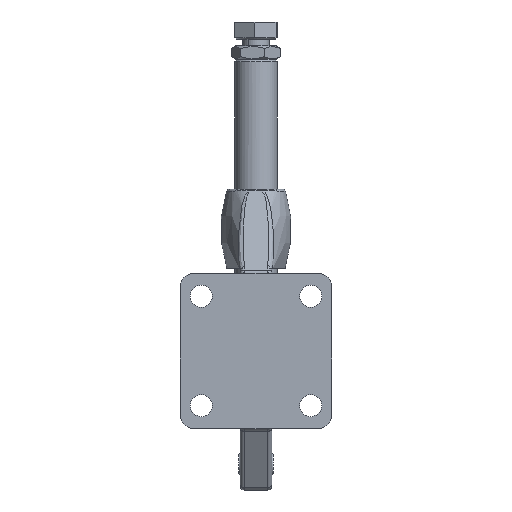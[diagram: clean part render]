
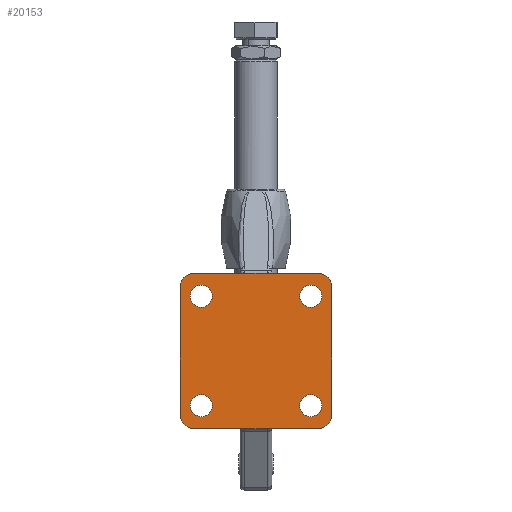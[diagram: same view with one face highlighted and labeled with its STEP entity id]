
A CAD part, front view. The second image highlights one B-rep face of the part: STEP entity #20153.
In plain terms, the highlighted planar face has unit normal (0, -1, 0).
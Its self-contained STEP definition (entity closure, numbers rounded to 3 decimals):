
#280 = CARTESIAN_POINT ( 'NONE',  ( 20.7, -31.8, -86.05 ) ) ;
#296 = CARTESIAN_POINT ( 'NONE',  ( -20.7, -31.8, -77.75 ) ) ;
#297 = CARTESIAN_POINT ( 'NONE',  ( -20.7, -31.8, -86.05 ) ) ;
#1670 = CARTESIAN_POINT ( 'NONE',  ( 28.6, -31.8, -115. ) ) ;
#1671 = DIRECTION ( 'NONE',  ( 0., 0., 1. ) ) ;
#1672 = CARTESIAN_POINT ( 'NONE',  ( -20.7, -31.8, -81.9 ) ) ;
#1673 = DIRECTION ( 'NONE',  ( 0., 1., 0. ) ) ;
#1674 = DIRECTION ( 'NONE',  ( 0., 0., 1. ) ) ;
#1675 = CARTESIAN_POINT ( 'NONE',  ( 20.7, -31.8, -81.9 ) ) ;
#1676 = DIRECTION ( 'NONE',  ( 0., 1., 0. ) ) ;
#1677 = DIRECTION ( 'NONE',  ( 0., 0., 1. ) ) ;
#1678 = CARTESIAN_POINT ( 'NONE',  ( -28.6, -31.8, -115. ) ) ;
#1679 = DIRECTION ( 'NONE',  ( 0., 0., 1. ) ) ;
#1680 = CARTESIAN_POINT ( 'NONE',  ( -20.7, -31.8, -40.5 ) ) ;
#1681 = DIRECTION ( 'NONE',  ( 0., 1., 0. ) ) ;
#1682 = DIRECTION ( 'NONE',  ( 0., 0., 1. ) ) ;
#1683 = DIRECTION ( 'NONE',  ( 1., 0., 0. ) ) ;
#1684 = CARTESIAN_POINT ( 'NONE',  ( 20.7, -31.8, -40.5 ) ) ;
#1685 = DIRECTION ( 'NONE',  ( 0., 1., 0. ) ) ;
#1686 = DIRECTION ( 'NONE',  ( 0., 0., 1. ) ) ;
#1687 = CARTESIAN_POINT ( 'NONE',  ( -28.6, -31.8, -90.6 ) ) ;
#1688 = CARTESIAN_POINT ( 'NONE',  ( -23.6, -31.8, -85.6 ) ) ;
#1689 = DIRECTION ( 'NONE',  ( 0., -1., 0. ) ) ;
#1690 = DIRECTION ( 'NONE',  ( 0., 0., 1. ) ) ;
#1691 = CARTESIAN_POINT ( 'NONE',  ( -28.6, -31.8, -31.8 ) ) ;
#1692 = DIRECTION ( 'NONE',  ( 1., 0., 0. ) ) ;
#1693 = CARTESIAN_POINT ( 'NONE',  ( 23.6, -31.8, -85.6 ) ) ;
#1694 = DIRECTION ( 'NONE',  ( 0., -1., 0. ) ) ;
#1695 = DIRECTION ( 'NONE',  ( 0., 0., 1. ) ) ;
#1697 = CARTESIAN_POINT ( 'NONE',  ( 23.6, -31.8, -36.8 ) ) ;
#1698 = DIRECTION ( 'NONE',  ( 0., -1., 0. ) ) ;
#1699 = DIRECTION ( 'NONE',  ( 0., 0., 1. ) ) ;
#1703 = CARTESIAN_POINT ( 'NONE',  ( -23.6, -31.8, -36.8 ) ) ;
#1704 = DIRECTION ( 'NONE',  ( 0., -1., 0. ) ) ;
#1705 = DIRECTION ( 'NONE',  ( 0., 0., 1. ) ) ;
#3772 = EDGE_LOOP ( 'NONE', ( #23390, #23391, #23392, #23393, #23394, #23395, #23396, #23397 ) ) ;
#3777 = EDGE_LOOP ( 'NONE', ( #23384, #23385 ) ) ;
#3783 = EDGE_LOOP ( 'NONE', ( #23388, #23389 ) ) ;
#3785 = EDGE_LOOP ( 'NONE', ( #23382, #23383 ) ) ;
#3786 = EDGE_LOOP ( 'NONE', ( #23386, #23387 ) ) ;
#4088 = EDGE_CURVE ( 'NONE', #21772, #21771, #14305, .T. ) ;
#4095 = EDGE_CURVE ( 'NONE', #21755, #22583, #14314, .T. ) ;
#4104 = EDGE_CURVE ( 'NONE', #22589, #22581, #14328, .T. ) ;
#4111 = EDGE_CURVE ( 'NONE', #22586, #22597, #14337, .T. ) ;
#4332 = AXIS2_PLACEMENT_3D ( 'NONE', #13455, #13456, #13457 ) ;
#4335 = AXIS2_PLACEMENT_3D ( 'NONE', #13472, #13473, #13474 ) ;
#4339 = AXIS2_PLACEMENT_3D ( 'NONE', #13497, #13498, #13499 ) ;
#4342 = AXIS2_PLACEMENT_3D ( 'NONE', #13514, #13515, #13516 ) ;
#6815 = CIRCLE ( 'NONE', #24824, 4.15 ) ;
#6819 = LINE ( 'NONE', #1670, #6822 ) ;
#6821 = CIRCLE ( 'NONE', #24829, 5. ) ;
#6822 = VECTOR ( 'NONE', #1671, 1000. ) ;
#6823 = CIRCLE ( 'NONE', #24825, 4.15 ) ;
#6824 = CIRCLE ( 'NONE', #24827, 4.15 ) ;
#6825 = CIRCLE ( 'NONE', #24828, 4.15 ) ;
#6826 = LINE ( 'NONE', #1678, #6828 ) ;
#6827 = CIRCLE ( 'NONE', #24834, 5. ) ;
#6828 = VECTOR ( 'NONE', #1679, 1000. ) ;
#6829 = LINE ( 'NONE', #1687, #6831 ) ;
#6830 = CIRCLE ( 'NONE', #24830, 5. ) ;
#6831 = VECTOR ( 'NONE', #1683, 1000. ) ;
#6832 = CIRCLE ( 'NONE', #24832, 5. ) ;
#6833 = LINE ( 'NONE', #1691, #6835 ) ;
#6835 = VECTOR ( 'NONE', #1692, 1000. ) ;
#8084 = DIRECTION ( 'NONE',  ( 0., 1., 0. ) ) ;
#8088 = CARTESIAN_POINT ( 'NONE',  ( 0., -31.8, -115. ) ) ;
#8091 = PLANE ( 'NONE',  #24195 ) ;
#8094 = DIRECTION ( 'NONE',  ( 0., 0., 1. ) ) ;
#8595 = CARTESIAN_POINT ( 'NONE',  ( 20.7, -31.8, -44.65 ) ) ;
#8601 = CARTESIAN_POINT ( 'NONE',  ( -20.7, -31.8, -36.35 ) ) ;
#8602 = CARTESIAN_POINT ( 'NONE',  ( 20.7, -31.8, -77.75 ) ) ;
#8606 = CARTESIAN_POINT ( 'NONE',  ( -20.7, -31.8, -44.65 ) ) ;
#8614 = CARTESIAN_POINT ( 'NONE',  ( 20.7, -31.8, -36.35 ) ) ;
#8940 = CARTESIAN_POINT ( 'NONE',  ( -28.6, -31.8, -85.6 ) ) ;
#8947 = CARTESIAN_POINT ( 'NONE',  ( 23.6, -31.8, -31.8 ) ) ;
#8957 = CARTESIAN_POINT ( 'NONE',  ( 28.6, -31.8, -85.6 ) ) ;
#8968 = CARTESIAN_POINT ( 'NONE',  ( -28.6, -31.8, -36.8 ) ) ;
#8970 = CARTESIAN_POINT ( 'NONE',  ( 28.6, -31.8, -36.8 ) ) ;
#8973 = CARTESIAN_POINT ( 'NONE',  ( -23.6, -31.8, -90.6 ) ) ;
#8974 = CARTESIAN_POINT ( 'NONE',  ( 23.6, -31.8, -90.6 ) ) ;
#8975 = CARTESIAN_POINT ( 'NONE',  ( -23.6, -31.8, -31.8 ) ) ;
#13455 = CARTESIAN_POINT ( 'NONE',  ( -20.7, -31.8, -81.9 ) ) ;
#13456 = DIRECTION ( 'NONE',  ( 0., 1., 0. ) ) ;
#13457 = DIRECTION ( 'NONE',  ( 0., 0., 1. ) ) ;
#13472 = CARTESIAN_POINT ( 'NONE',  ( 20.7, -31.8, -81.9 ) ) ;
#13473 = DIRECTION ( 'NONE',  ( 0., 1., 0. ) ) ;
#13474 = DIRECTION ( 'NONE',  ( 0., 0., 1. ) ) ;
#13497 = CARTESIAN_POINT ( 'NONE',  ( -20.7, -31.8, -40.5 ) ) ;
#13498 = DIRECTION ( 'NONE',  ( 0., 1., 0. ) ) ;
#13499 = DIRECTION ( 'NONE',  ( 0., 0., 1. ) ) ;
#13514 = CARTESIAN_POINT ( 'NONE',  ( 20.7, -31.8, -40.5 ) ) ;
#13515 = DIRECTION ( 'NONE',  ( 0., 1., 0. ) ) ;
#13516 = DIRECTION ( 'NONE',  ( 0., 0., 1. ) ) ;
#14305 = CIRCLE ( 'NONE', #4332, 4.15 ) ;
#14314 = CIRCLE ( 'NONE', #4335, 4.15 ) ;
#14328 = CIRCLE ( 'NONE', #4339, 4.15 ) ;
#14337 = CIRCLE ( 'NONE', #4342, 4.15 ) ;
#14951 = FACE_OUTER_BOUND ( 'NONE', #3772, .T. ) ;
#14954 = FACE_BOUND ( 'NONE', #3785, .T. ) ;
#14955 = FACE_BOUND ( 'NONE', #3786, .T. ) ;
#14956 = FACE_BOUND ( 'NONE', #3783, .T. ) ;
#14957 = FACE_BOUND ( 'NONE', #3777, .T. ) ;
#20153 = ADVANCED_FACE ( 'NONE', ( #14954, #14957, #14955, #14956, #14951 ), #8091, .F. ) ;
#21755 = VERTEX_POINT ( 'NONE', #280 ) ;
#21771 = VERTEX_POINT ( 'NONE', #296 ) ;
#21772 = VERTEX_POINT ( 'NONE', #297 ) ;
#22263 = EDGE_CURVE ( 'NONE', #22940, #22953, #6819, .T. ) ;
#22264 = EDGE_CURVE ( 'NONE', #21771, #21772, #6815, .T. ) ;
#22265 = EDGE_CURVE ( 'NONE', #22583, #21755, #6823, .T. ) ;
#22266 = EDGE_CURVE ( 'NONE', #22581, #22589, #6824, .T. ) ;
#22267 = EDGE_CURVE ( 'NONE', #22597, #22586, #6825, .T. ) ;
#22268 = EDGE_CURVE ( 'NONE', #22923, #22951, #6826, .T. ) ;
#22269 = EDGE_CURVE ( 'NONE', #22923, #22956, #6821, .T. ) ;
#22270 = EDGE_CURVE ( 'NONE', #22956, #22957, #6829, .T. ) ;
#22271 = EDGE_CURVE ( 'NONE', #22957, #22940, #6830, .T. ) ;
#22272 = EDGE_CURVE ( 'NONE', #22953, #22930, #6832, .T. ) ;
#22273 = EDGE_CURVE ( 'NONE', #22958, #22930, #6833, .T. ) ;
#22274 = EDGE_CURVE ( 'NONE', #22958, #22951, #6827, .T. ) ;
#22581 = VERTEX_POINT ( 'NONE', #8601 ) ;
#22583 = VERTEX_POINT ( 'NONE', #8602 ) ;
#22586 = VERTEX_POINT ( 'NONE', #8595 ) ;
#22589 = VERTEX_POINT ( 'NONE', #8606 ) ;
#22597 = VERTEX_POINT ( 'NONE', #8614 ) ;
#22923 = VERTEX_POINT ( 'NONE', #8940 ) ;
#22930 = VERTEX_POINT ( 'NONE', #8947 ) ;
#22940 = VERTEX_POINT ( 'NONE', #8957 ) ;
#22951 = VERTEX_POINT ( 'NONE', #8968 ) ;
#22953 = VERTEX_POINT ( 'NONE', #8970 ) ;
#22956 = VERTEX_POINT ( 'NONE', #8973 ) ;
#22957 = VERTEX_POINT ( 'NONE', #8974 ) ;
#22958 = VERTEX_POINT ( 'NONE', #8975 ) ;
#23382 = ORIENTED_EDGE ( 'NONE', *, *, #22264, .T. ) ;
#23383 = ORIENTED_EDGE ( 'NONE', *, *, #4088, .T. ) ;
#23384 = ORIENTED_EDGE ( 'NONE', *, *, #22265, .T. ) ;
#23385 = ORIENTED_EDGE ( 'NONE', *, *, #4095, .T. ) ;
#23386 = ORIENTED_EDGE ( 'NONE', *, *, #22266, .T. ) ;
#23387 = ORIENTED_EDGE ( 'NONE', *, *, #4104, .T. ) ;
#23388 = ORIENTED_EDGE ( 'NONE', *, *, #22267, .T. ) ;
#23389 = ORIENTED_EDGE ( 'NONE', *, *, #4111, .T. ) ;
#23390 = ORIENTED_EDGE ( 'NONE', *, *, #22268, .F. ) ;
#23391 = ORIENTED_EDGE ( 'NONE', *, *, #22269, .T. ) ;
#23392 = ORIENTED_EDGE ( 'NONE', *, *, #22270, .T. ) ;
#23393 = ORIENTED_EDGE ( 'NONE', *, *, #22271, .T. ) ;
#23394 = ORIENTED_EDGE ( 'NONE', *, *, #22263, .T. ) ;
#23395 = ORIENTED_EDGE ( 'NONE', *, *, #22272, .T. ) ;
#23396 = ORIENTED_EDGE ( 'NONE', *, *, #22273, .F. ) ;
#23397 = ORIENTED_EDGE ( 'NONE', *, *, #22274, .T. ) ;
#24195 = AXIS2_PLACEMENT_3D ( 'NONE', #8088, #8084, #8094 ) ;
#24824 = AXIS2_PLACEMENT_3D ( 'NONE', #1672, #1673, #1674 ) ;
#24825 = AXIS2_PLACEMENT_3D ( 'NONE', #1675, #1676, #1677 ) ;
#24827 = AXIS2_PLACEMENT_3D ( 'NONE', #1680, #1681, #1682 ) ;
#24828 = AXIS2_PLACEMENT_3D ( 'NONE', #1684, #1685, #1686 ) ;
#24829 = AXIS2_PLACEMENT_3D ( 'NONE', #1688, #1689, #1690 ) ;
#24830 = AXIS2_PLACEMENT_3D ( 'NONE', #1693, #1694, #1695 ) ;
#24832 = AXIS2_PLACEMENT_3D ( 'NONE', #1697, #1698, #1699 ) ;
#24834 = AXIS2_PLACEMENT_3D ( 'NONE', #1703, #1704, #1705 ) ;
